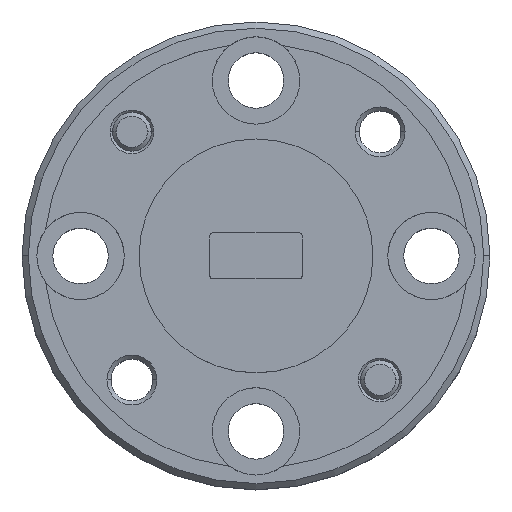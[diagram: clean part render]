
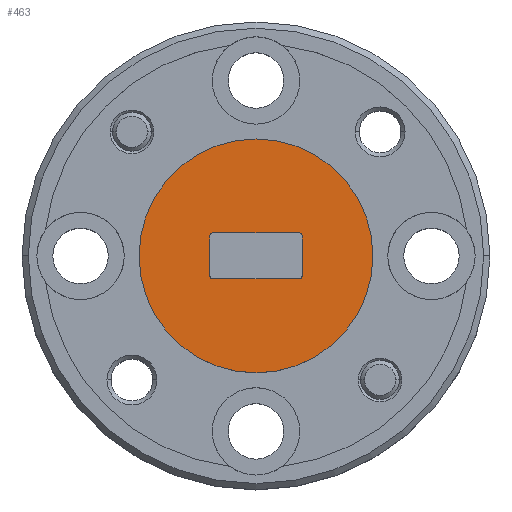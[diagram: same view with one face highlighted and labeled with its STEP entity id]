
A CAD part, top view. The second image highlights one B-rep face of the part: STEP entity #463.
In plain terms, the highlighted planar face has unit normal (0, 0, 1).
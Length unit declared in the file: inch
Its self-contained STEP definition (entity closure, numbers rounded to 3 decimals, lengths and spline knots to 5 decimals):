
#78 = DIRECTION ( 'NONE',  ( 1., 0., 0. ) ) ;
#187 = VECTOR ( 'NONE', #1202, 39.37008 ) ;
#305 = VERTEX_POINT ( 'NONE', #1439 ) ;
#331 = CARTESIAN_POINT ( 'NONE',  ( -0.074, -0.032, 0. ) ) ;
#370 = VERTEX_POINT ( 'NONE', #3240 ) ;
#433 = ORIENTED_EDGE ( 'NONE', *, *, #3792, .T. ) ;
#448 = ORIENTED_EDGE ( 'NONE', *, *, #4481, .T. ) ;
#455 = VERTEX_POINT ( 'NONE', #1983 ) ;
#463 = ADVANCED_FACE ( 'NONE', ( #1505, #1369 ), #2016, .T. ) ;
#568 = VERTEX_POINT ( 'NONE', #4688 ) ;
#618 = DIRECTION ( 'NONE',  ( 1., 0., 0. ) ) ;
#660 = EDGE_CURVE ( 'NONE', #7175, #3997, #2585, .T. ) ;
#764 = VECTOR ( 'NONE', #2828, 39.37008 ) ;
#789 = CARTESIAN_POINT ( 'NONE',  ( -0.074, -0.037, 0. ) ) ;
#903 = DIRECTION ( 'NONE',  ( 1., 0., 0. ) ) ;
#1054 = ORIENTED_EDGE ( 'NONE', *, *, #1333, .T. ) ;
#1198 = DIRECTION ( 'NONE',  ( 0., 0., 1. ) ) ;
#1202 = DIRECTION ( 'NONE',  ( 0., 1., 0. ) ) ;
#1317 = ORIENTED_EDGE ( 'NONE', *, *, #4062, .F. ) ;
#1333 = EDGE_CURVE ( 'NONE', #1955, #370, #3444, .T. ) ;
#1362 = CARTESIAN_POINT ( 'NONE',  ( -0.1875, 0., 0. ) ) ;
#1369 = FACE_OUTER_BOUND ( 'NONE', #6364, .T. ) ;
#1439 = CARTESIAN_POINT ( 'NONE',  ( -0.069, 0.037, 0. ) ) ;
#1496 = VERTEX_POINT ( 'NONE', #2017 ) ;
#1505 = FACE_BOUND ( 'NONE', #4786, .T. ) ;
#1578 = AXIS2_PLACEMENT_3D ( 'NONE', #5738, #2380, #2348 ) ;
#1693 = CIRCLE ( 'NONE', #3313, 0.005 ) ;
#1783 = DIRECTION ( 'NONE',  ( 1., 0., 0. ) ) ;
#1848 = LINE ( 'NONE', #789, #2264 ) ;
#1955 = VERTEX_POINT ( 'NONE', #1362 ) ;
#1983 = CARTESIAN_POINT ( 'NONE',  ( 0.074, -0.032, 0. ) ) ;
#2016 = PLANE ( 'NONE',  #4320 ) ;
#2017 = CARTESIAN_POINT ( 'NONE',  ( 0.074, 0.032, 0. ) ) ;
#2264 = VECTOR ( 'NONE', #4069, 39.37008 ) ;
#2348 = DIRECTION ( 'NONE',  ( 1., 0., 0. ) ) ;
#2380 = DIRECTION ( 'NONE',  ( 0., 0., 1. ) ) ;
#2400 = CARTESIAN_POINT ( 'NONE',  ( -0.074, 0.032, 0. ) ) ;
#2501 = CIRCLE ( 'NONE', #6576, 0.005 ) ;
#2585 = LINE ( 'NONE', #5229, #5339 ) ;
#2828 = DIRECTION ( 'NONE',  ( -1., 0., 0. ) ) ;
#2865 = ORIENTED_EDGE ( 'NONE', *, *, #660, .F. ) ;
#2872 = CARTESIAN_POINT ( 'NONE',  ( 0.069, 0.032, 0. ) ) ;
#2993 = ORIENTED_EDGE ( 'NONE', *, *, #4464, .F. ) ;
#3018 = CIRCLE ( 'NONE', #5896, 0.1875 ) ;
#3144 = DIRECTION ( 'NONE',  ( 0., 0., 1. ) ) ;
#3214 = CARTESIAN_POINT ( 'NONE',  ( 0., 0., 0. ) ) ;
#3240 = CARTESIAN_POINT ( 'NONE',  ( 0.1875, 0., 0. ) ) ;
#3313 = AXIS2_PLACEMENT_3D ( 'NONE', #2872, #4991, #78 ) ;
#3371 = ORIENTED_EDGE ( 'NONE', *, *, #3919, .T. ) ;
#3444 = CIRCLE ( 'NONE', #1578, 0.1875 ) ;
#3572 = VERTEX_POINT ( 'NONE', #5367 ) ;
#3792 = EDGE_CURVE ( 'NONE', #370, #1955, #3018, .T. ) ;
#3833 = VERTEX_POINT ( 'NONE', #5792 ) ;
#3842 = ORIENTED_EDGE ( 'NONE', *, *, #5873, .F. ) ;
#3919 = EDGE_CURVE ( 'NONE', #7175, #305, #4973, .T. ) ;
#3967 = CARTESIAN_POINT ( 'NONE',  ( 0.074, -0.037, 0. ) ) ;
#3997 = VERTEX_POINT ( 'NONE', #331 ) ;
#4025 = AXIS2_PLACEMENT_3D ( 'NONE', #6779, #5149, #1783 ) ;
#4062 = EDGE_CURVE ( 'NONE', #455, #1496, #4523, .T. ) ;
#4069 = DIRECTION ( 'NONE',  ( 1., 0., 0. ) ) ;
#4320 = AXIS2_PLACEMENT_3D ( 'NONE', #4828, #3144, #6503 ) ;
#4356 = EDGE_CURVE ( 'NONE', #3833, #3997, #2501, .T. ) ;
#4362 = AXIS2_PLACEMENT_3D ( 'NONE', #5212, #4742, #6383 ) ;
#4464 = EDGE_CURVE ( 'NONE', #3572, #305, #6075, .T. ) ;
#4481 = EDGE_CURVE ( 'NONE', #3572, #1496, #1693, .T. ) ;
#4523 = LINE ( 'NONE', #3967, #187 ) ;
#4688 = CARTESIAN_POINT ( 'NONE',  ( 0.069, -0.037, 0. ) ) ;
#4742 = DIRECTION ( 'NONE',  ( 0., 0., -1. ) ) ;
#4753 = DIRECTION ( 'NONE',  ( 0., -1., 0. ) ) ;
#4786 = EDGE_LOOP ( 'NONE', ( #2993, #448, #1317, #5288, #3842, #6907, #2865, #3371 ) ) ;
#4828 = CARTESIAN_POINT ( 'NONE',  ( 0., 0., 0. ) ) ;
#4973 = CIRCLE ( 'NONE', #4362, 0.005 ) ;
#4991 = DIRECTION ( 'NONE',  ( 0., 0., -1. ) ) ;
#5030 = CARTESIAN_POINT ( 'NONE',  ( -0.074, 0.037, 0. ) ) ;
#5149 = DIRECTION ( 'NONE',  ( 0., 0., -1. ) ) ;
#5212 = CARTESIAN_POINT ( 'NONE',  ( -0.069, 0.032, 0. ) ) ;
#5229 = CARTESIAN_POINT ( 'NONE',  ( -0.074, -0.037, 0. ) ) ;
#5288 = ORIENTED_EDGE ( 'NONE', *, *, #7197, .T. ) ;
#5339 = VECTOR ( 'NONE', #4753, 39.37008 ) ;
#5367 = CARTESIAN_POINT ( 'NONE',  ( 0.069, 0.037, 0. ) ) ;
#5738 = CARTESIAN_POINT ( 'NONE',  ( 0., 0., 0. ) ) ;
#5792 = CARTESIAN_POINT ( 'NONE',  ( -0.069, -0.037, 0. ) ) ;
#5873 = EDGE_CURVE ( 'NONE', #3833, #568, #1848, .T. ) ;
#5895 = DIRECTION ( 'NONE',  ( 0., 0., -1. ) ) ;
#5896 = AXIS2_PLACEMENT_3D ( 'NONE', #3214, #1198, #618 ) ;
#6075 = LINE ( 'NONE', #5030, #764 ) ;
#6121 = CIRCLE ( 'NONE', #4025, 0.005 ) ;
#6364 = EDGE_LOOP ( 'NONE', ( #433, #1054 ) ) ;
#6383 = DIRECTION ( 'NONE',  ( 1., 0., 0. ) ) ;
#6452 = CARTESIAN_POINT ( 'NONE',  ( -0.069, -0.032, 0. ) ) ;
#6503 = DIRECTION ( 'NONE',  ( 1., 0., 0. ) ) ;
#6576 = AXIS2_PLACEMENT_3D ( 'NONE', #6452, #5895, #903 ) ;
#6779 = CARTESIAN_POINT ( 'NONE',  ( 0.069, -0.032, 0. ) ) ;
#6907 = ORIENTED_EDGE ( 'NONE', *, *, #4356, .T. ) ;
#7175 = VERTEX_POINT ( 'NONE', #2400 ) ;
#7197 = EDGE_CURVE ( 'NONE', #455, #568, #6121, .T. ) ;
